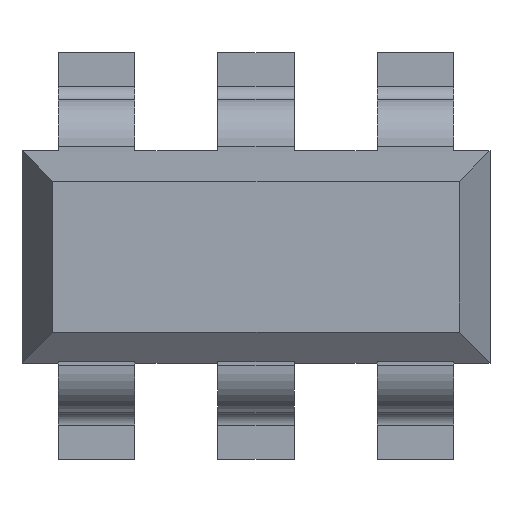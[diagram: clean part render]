
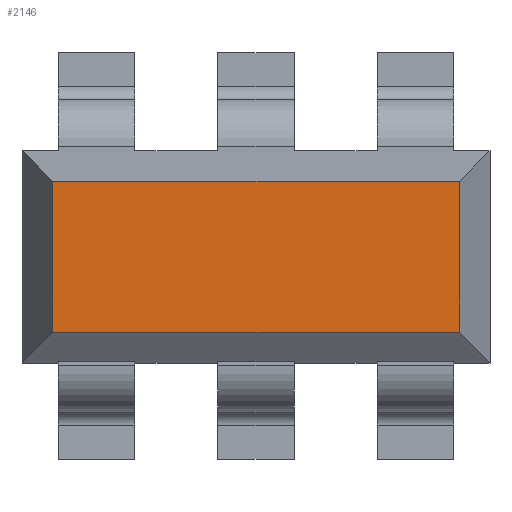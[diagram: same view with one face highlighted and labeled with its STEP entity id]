
A CAD part, top view. The second image highlights one B-rep face of the part: STEP entity #2146.
In plain terms, the highlighted planar face has unit normal (0, 0, 1).
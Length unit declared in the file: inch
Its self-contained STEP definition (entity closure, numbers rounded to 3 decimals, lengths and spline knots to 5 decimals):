
#91 = CARTESIAN_POINT ( 'NONE',  ( 0.08522, 0.05522, 0.043 ) ) ;
#92 = DIRECTION ( 'NONE',  ( -1., 0., 0. ) ) ;
#93 = VECTOR ( 'NONE', #92, 39.37008 ) ;
#94 = CARTESIAN_POINT ( 'NONE',  ( -0.0175, 0.05522, 0.043 ) ) ;
#95 = LINE ( 'NONE', #94, #93 ) ;
#174 = CARTESIAN_POINT ( 'NONE',  ( -0.01022, 0.05522, 0.043 ) ) ;
#2146 = ADVANCED_FACE ( 'NONE', ( #3491 ), #3467, .T. ) ;
#2147 = EDGE_LOOP ( 'NONE', ( #2148, #2149, #2151, #2152 ) ) ;
#2148 = ORIENTED_EDGE ( 'NONE', *, *, #2477, .T. ) ;
#2149 = ORIENTED_EDGE ( 'NONE', *, *, #2150, .T. ) ;
#2150 = EDGE_CURVE ( 'NONE', #2488, #2169, #3466, .T. ) ;
#2151 = ORIENTED_EDGE ( 'NONE', *, *, #2168, .T. ) ;
#2152 = ORIENTED_EDGE ( 'NONE', *, *, #2153, .T. ) ;
#2153 = EDGE_CURVE ( 'NONE', #2166, #2478, #3458, .T. ) ;
#2166 = VERTEX_POINT ( 'NONE', #3402 ) ;
#2168 = EDGE_CURVE ( 'NONE', #2169, #2166, #3401, .T. ) ;
#2169 = VERTEX_POINT ( 'NONE', #3397 ) ;
#2477 = EDGE_CURVE ( 'NONE', #2478, #2488, #95, .T. ) ;
#2478 = VERTEX_POINT ( 'NONE', #91 ) ;
#2488 = VERTEX_POINT ( 'NONE', #174 ) ;
#3397 = CARTESIAN_POINT ( 'NONE',  ( -0.01022, 0.01978, 0.043 ) ) ;
#3398 = DIRECTION ( 'NONE',  ( 1., 0., 0. ) ) ;
#3399 = VECTOR ( 'NONE', #3398, 39.37008 ) ;
#3400 = CARTESIAN_POINT ( 'NONE',  ( 0.0925, 0.01978, 0.043 ) ) ;
#3401 = LINE ( 'NONE', #3400, #3399 ) ;
#3402 = CARTESIAN_POINT ( 'NONE',  ( 0.08522, 0.01978, 0.043 ) ) ;
#3454 = DIRECTION ( 'NONE',  ( 0., 1., 0. ) ) ;
#3455 = VECTOR ( 'NONE', #3454, 39.37008 ) ;
#3456 = CARTESIAN_POINT ( 'NONE',  ( 0.08522, 0.0625, 0.043 ) ) ;
#3458 = LINE ( 'NONE', #3456, #3455 ) ;
#3459 = DIRECTION ( 'NONE',  ( 0., -1., 0. ) ) ;
#3460 = VECTOR ( 'NONE', #3459, 39.37008 ) ;
#3461 = CARTESIAN_POINT ( 'NONE',  ( -0.01022, 0.0125, 0.043 ) ) ;
#3462 = DIRECTION ( 'NONE',  ( 1., 0., 0. ) ) ;
#3463 = DIRECTION ( 'NONE',  ( 0., 0., 1. ) ) ;
#3464 = CARTESIAN_POINT ( 'NONE',  ( -0.0175, 0.0625, 0.043 ) ) ;
#3465 = AXIS2_PLACEMENT_3D ( 'NONE', #3464, #3463, #3462 ) ;
#3466 = LINE ( 'NONE', #3461, #3460 ) ;
#3467 = PLANE ( 'NONE',  #3465 ) ;
#3491 = FACE_OUTER_BOUND ( 'NONE', #2147, .T. ) ;
